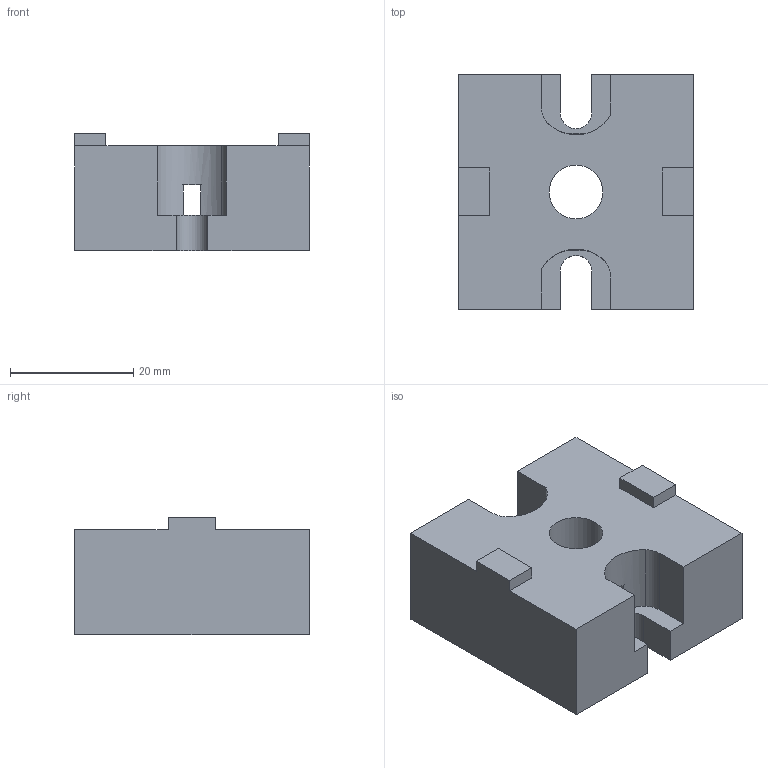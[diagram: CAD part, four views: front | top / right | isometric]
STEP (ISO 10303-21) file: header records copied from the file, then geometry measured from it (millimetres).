
FILE_DESCRIPTION(/* description */ (''),/* implementation_level */ '2;1');
FILE_NAME(/* name */ '15FAC3891.stp',/* time_stamp */ '2017-04-18T14:13:21-04:00',/* author */ ('yasserg'),/* organization */ (''),/* preprocessor_version */ 'ST-DEVELOPER v16.1',/* originating_system */ 'AutoCAD Mechanical',/* authorisation */ '');
FILE_SCHEMA (('AUTOMOTIVE_DESIGN { 1 0 10303 214 3 1 1 }'));
Length unit declared in the file: inch
Products named in the file (2): Machine less fastener; Product
Assembly tree (1 placements, depth 2):
  Product
    Machine less fastener
Bounding box: 38.1 x 38.1 x 19.05 mm (x, y, z)
Volume: 18736.8 mm3; surface area: 6585.8 mm2
Topology: 1 solids, 1 shells, 36 faces, 110 edges, 73 vertices
Faces by surface type: plane 27, cylinder 8, cone 1
Full cylindrical faces by diameter (mm): 8.712 x1, 19.05 x1
Entity records: 1272 total; most frequent: CARTESIAN_POINT 217, ORIENTED_EDGE 212, DIRECTION 208, EDGE_CURVE 106, LINE 82, VECTOR 82, VERTEX_POINT 72, AXIS2_PLACEMENT_3D 63
